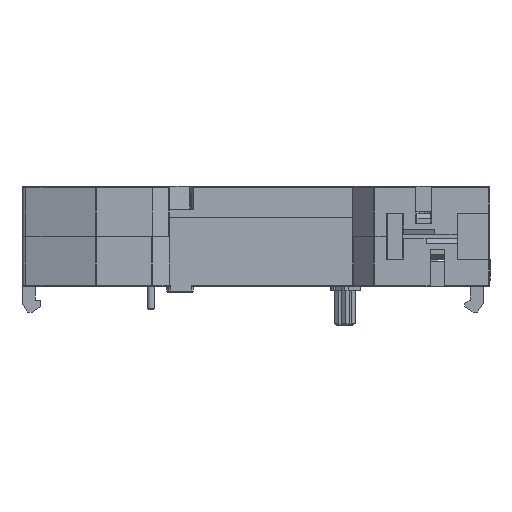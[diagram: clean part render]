
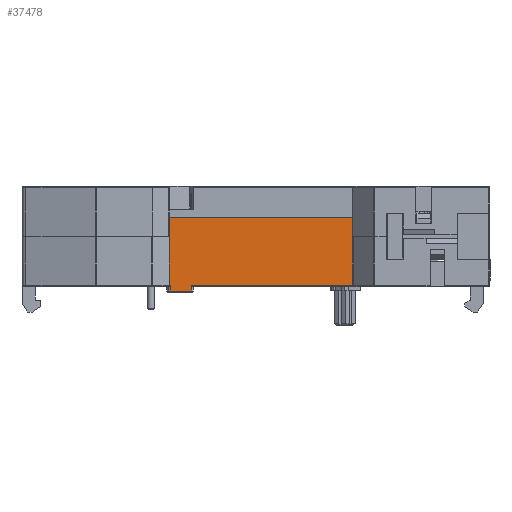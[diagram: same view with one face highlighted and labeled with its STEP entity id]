
A CAD part, front view. The second image highlights one B-rep face of the part: STEP entity #37478.
In plain terms, the highlighted planar face has unit normal (0, -1, 0).
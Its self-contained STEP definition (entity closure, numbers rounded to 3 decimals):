
#337 = EDGE_CURVE ( 'NONE', #8005, #4622, #12738, .T. ) ;
#348 = PLANE ( 'NONE',  #42441 ) ;
#368 = CARTESIAN_POINT ( 'NONE',  ( 17.7, -60.1, -4.3 ) ) ;
#830 = CARTESIAN_POINT ( 'NONE',  ( 17.7, -60.1, -7.65 ) ) ;
#1370 = CARTESIAN_POINT ( 'NONE',  ( 42.19, -60.1, -16.3 ) ) ;
#1535 = CARTESIAN_POINT ( 'NONE',  ( 17.7, -60.1, -15.3 ) ) ;
#2127 = LINE ( 'NONE', #29505, #25113 ) ;
#3507 = CARTESIAN_POINT ( 'NONE',  ( 42.19, -60.1, -16.3 ) ) ;
#4622 = VERTEX_POINT ( 'NONE', #21457 ) ;
#5642 = DIRECTION ( 'NONE',  ( 0., 0., 1. ) ) ;
#5670 = CARTESIAN_POINT ( 'NONE',  ( -17.7, -60.1, -4.3 ) ) ;
#5810 = VECTOR ( 'NONE', #5642, 1000. ) ;
#6189 = VECTOR ( 'NONE', #21128, 1000. ) ;
#6449 = VERTEX_POINT ( 'NONE', #30496 ) ;
#6735 = EDGE_CURVE ( 'NONE', #21351, #8005, #8495, .T. ) ;
#7218 = DIRECTION ( 'NONE',  ( -1., 0., 0. ) ) ;
#8005 = VERTEX_POINT ( 'NONE', #27220 ) ;
#8038 = LINE ( 'NONE', #1370, #32052 ) ;
#8067 = ORIENTED_EDGE ( 'NONE', *, *, #15549, .F. ) ;
#8467 = ORIENTED_EDGE ( 'NONE', *, *, #337, .F. ) ;
#8495 = LINE ( 'NONE', #42935, #17045 ) ;
#10248 = ORIENTED_EDGE ( 'NONE', *, *, #15357, .F. ) ;
#10680 = VERTEX_POINT ( 'NONE', #12968 ) ;
#11389 = LINE ( 'NONE', #368, #43951 ) ;
#12738 = LINE ( 'NONE', #26105, #5810 ) ;
#12968 = CARTESIAN_POINT ( 'NONE',  ( 17.7, -60.1, -4.3 ) ) ;
#13107 = LINE ( 'NONE', #41526, #6189 ) ;
#13733 = CARTESIAN_POINT ( 'NONE',  ( -17.7, -60.1, -15.3 ) ) ;
#13772 = DIRECTION ( 'NONE',  ( 0., 0., 1. ) ) ;
#14809 = ORIENTED_EDGE ( 'NONE', *, *, #27724, .F. ) ;
#15062 = DIRECTION ( 'NONE',  ( -1., 0., 0. ) ) ;
#15189 = CARTESIAN_POINT ( 'NONE',  ( -10.793, -60.1, -17.3 ) ) ;
#15357 = EDGE_CURVE ( 'NONE', #27637, #30061, #23557, .T. ) ;
#15549 = EDGE_CURVE ( 'NONE', #4622, #6449, #8038, .T. ) ;
#16606 = VERTEX_POINT ( 'NONE', #33677 ) ;
#17045 = VECTOR ( 'NONE', #15062, 1000. ) ;
#18682 = EDGE_CURVE ( 'NONE', #16606, #21351, #13107, .T. ) ;
#20091 = LINE ( 'NONE', #20759, #29720 ) ;
#20503 = ORIENTED_EDGE ( 'NONE', *, *, #6735, .F. ) ;
#20519 = EDGE_CURVE ( 'NONE', #34284, #16606, #37010, .T. ) ;
#20759 = CARTESIAN_POINT ( 'NONE',  ( 17.7, -60.1, -15.3 ) ) ;
#21064 = EDGE_CURVE ( 'NONE', #6449, #27637, #23097, .T. ) ;
#21128 = DIRECTION ( 'NONE',  ( 0., 0., -1. ) ) ;
#21351 = VERTEX_POINT ( 'NONE', #15189 ) ;
#21457 = CARTESIAN_POINT ( 'NONE',  ( -14.52, -60.1, -16.3 ) ) ;
#21968 = ORIENTED_EDGE ( 'NONE', *, *, #20519, .F. ) ;
#22008 = DIRECTION ( 'NONE',  ( 0., 1., 0. ) ) ;
#22480 = VECTOR ( 'NONE', #13772, 1000. ) ;
#23011 = FACE_OUTER_BOUND ( 'NONE', #24131, .T. ) ;
#23097 = LINE ( 'NONE', #13733, #42796 ) ;
#23196 = EDGE_CURVE ( 'NONE', #32796, #34284, #2127, .T. ) ;
#23557 = LINE ( 'NONE', #26929, #22480 ) ;
#24131 = EDGE_LOOP ( 'NONE', ( #21968, #38723, #33261, #14809, #10248, #43912, #8067, #8467, #20503, #41529 ) ) ;
#24288 = DIRECTION ( 'NONE',  ( 1., 0., 0. ) ) ;
#25113 = VECTOR ( 'NONE', #43015, 1000. ) ;
#26105 = CARTESIAN_POINT ( 'NONE',  ( -14.52, -60.1, -19.662 ) ) ;
#26929 = CARTESIAN_POINT ( 'NONE',  ( -17.7, -60.1, -15.3 ) ) ;
#27220 = CARTESIAN_POINT ( 'NONE',  ( -14.52, -60.1, -17.3 ) ) ;
#27637 = VERTEX_POINT ( 'NONE', #27683 ) ;
#27683 = CARTESIAN_POINT ( 'NONE',  ( -17.7, -60.1, -7.65 ) ) ;
#27724 = EDGE_CURVE ( 'NONE', #30061, #10680, #11389, .T. ) ;
#29505 = CARTESIAN_POINT ( 'NONE',  ( 17.7, -60.1, -15.3 ) ) ;
#29720 = VECTOR ( 'NONE', #37770, 1000. ) ;
#30061 = VERTEX_POINT ( 'NONE', #5670 ) ;
#30496 = CARTESIAN_POINT ( 'NONE',  ( -17.7, -60.1, -16.3 ) ) ;
#32052 = VECTOR ( 'NONE', #42379, 1000. ) ;
#32645 = CARTESIAN_POINT ( 'NONE',  ( 17.7, -60.1, -16.3 ) ) ;
#32796 = VERTEX_POINT ( 'NONE', #830 ) ;
#33261 = ORIENTED_EDGE ( 'NONE', *, *, #33642, .F. ) ;
#33642 = EDGE_CURVE ( 'NONE', #10680, #32796, #20091, .T. ) ;
#33677 = CARTESIAN_POINT ( 'NONE',  ( -10.793, -60.1, -16.3 ) ) ;
#34284 = VERTEX_POINT ( 'NONE', #32645 ) ;
#34361 = DIRECTION ( 'NONE',  ( 0., 0., 1. ) ) ;
#37010 = LINE ( 'NONE', #3507, #39650 ) ;
#37478 = ADVANCED_FACE ( 'NONE', ( #23011 ), #348, .F. ) ;
#37770 = DIRECTION ( 'NONE',  ( 0., 0., -1. ) ) ;
#38723 = ORIENTED_EDGE ( 'NONE', *, *, #23196, .F. ) ;
#39650 = VECTOR ( 'NONE', #7218, 1000. ) ;
#41359 = DIRECTION ( 'NONE',  ( 0., 0., 1. ) ) ;
#41526 = CARTESIAN_POINT ( 'NONE',  ( -10.793, -60.1, -19.678 ) ) ;
#41529 = ORIENTED_EDGE ( 'NONE', *, *, #18682, .F. ) ;
#42379 = DIRECTION ( 'NONE',  ( -1., 0., 0. ) ) ;
#42441 = AXIS2_PLACEMENT_3D ( 'NONE', #1535, #22008, #41359 ) ;
#42796 = VECTOR ( 'NONE', #34361, 1000. ) ;
#42935 = CARTESIAN_POINT ( 'NONE',  ( 17.7, -60.1, -17.3 ) ) ;
#43015 = DIRECTION ( 'NONE',  ( 0., 0., -1. ) ) ;
#43912 = ORIENTED_EDGE ( 'NONE', *, *, #21064, .F. ) ;
#43951 = VECTOR ( 'NONE', #24288, 1000. ) ;
